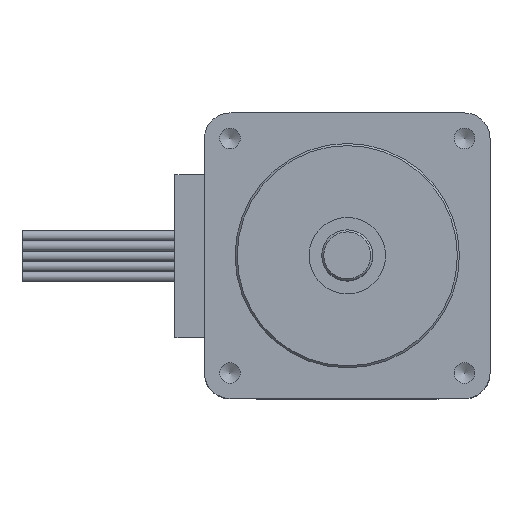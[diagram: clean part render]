
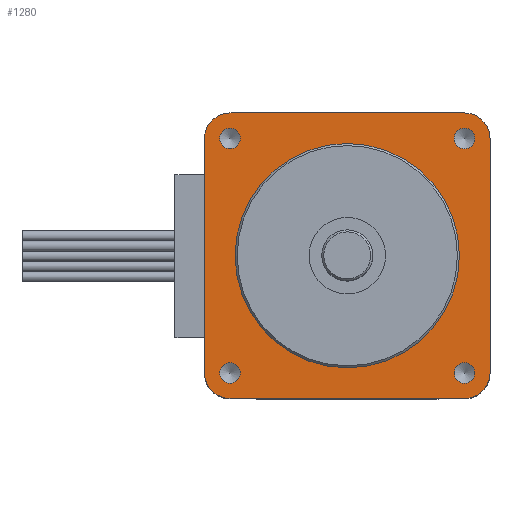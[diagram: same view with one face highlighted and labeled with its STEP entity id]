
A CAD part, top view. The second image highlights one B-rep face of the part: STEP entity #1280.
In plain terms, the highlighted planar face has unit normal (0, 0, 1).
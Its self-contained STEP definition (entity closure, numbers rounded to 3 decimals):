
#516=CARTESIAN_POINT('',(11.0,0.,7.6));
#517=VERTEX_POINT('',#516);
#518=CARTESIAN_POINT('',(0.0,0.0,7.6));
#519=DIRECTION('',(0.0,0.0,-1.0));
#520=DIRECTION('',(-1.0,0.0,0.0));
#521=AXIS2_PLACEMENT_3D('',#518,#519,#520);
#522=CIRCLE('',#521,11.0);
#523=EDGE_CURVE('',#517,#517,#522,.T.);
#726=CARTESIAN_POINT('',(-12.507,-11.5,7.6));
#727=VERTEX_POINT('',#726);
#728=CARTESIAN_POINT('',(-11.5,-11.5,7.6));
#729=DIRECTION('',(0.0,0.0,-1.0));
#730=DIRECTION('',(1.0,0.0,0.0));
#731=AXIS2_PLACEMENT_3D('',#728,#729,#730);
#732=CIRCLE('',#731,1.007);
#733=EDGE_CURVE('',#727,#727,#732,.T.);
#805=CARTESIAN_POINT('',(10.494,-11.5,7.6));
#806=VERTEX_POINT('',#805);
#807=CARTESIAN_POINT('',(11.5,-11.5,7.6));
#808=DIRECTION('',(0.0,0.0,-1.0));
#809=DIRECTION('',(1.0,0.0,0.0));
#810=AXIS2_PLACEMENT_3D('',#807,#808,#809);
#811=CIRCLE('',#810,1.007);
#812=EDGE_CURVE('',#806,#806,#811,.T.);
#884=CARTESIAN_POINT('',(-12.507,11.5,7.6));
#885=VERTEX_POINT('',#884);
#886=CARTESIAN_POINT('',(-11.5,11.5,7.6));
#887=DIRECTION('',(0.0,0.0,-1.0));
#888=DIRECTION('',(1.0,0.0,0.0));
#889=AXIS2_PLACEMENT_3D('',#886,#887,#888);
#890=CIRCLE('',#889,1.007);
#891=EDGE_CURVE('',#885,#885,#890,.T.);
#963=CARTESIAN_POINT('',(10.494,11.5,7.6));
#964=VERTEX_POINT('',#963);
#965=CARTESIAN_POINT('',(11.5,11.5,7.6));
#966=DIRECTION('',(0.0,0.0,-1.0));
#967=DIRECTION('',(1.0,0.0,0.0));
#968=AXIS2_PLACEMENT_3D('',#965,#966,#967);
#969=CIRCLE('',#968,1.007);
#970=EDGE_CURVE('',#964,#964,#969,.T.);
#983=CARTESIAN_POINT('',(-11.5,14.,7.6));
#984=VERTEX_POINT('',#983);
#985=CARTESIAN_POINT('',(11.5,14.,7.6));
#986=VERTEX_POINT('',#985);
#987=CARTESIAN_POINT('',(-11.5,14.,7.6));
#988=DIRECTION('',(1.0,0.0,0.0));
#989=VECTOR('',#988,23.);
#990=LINE('',#987,#989);
#991=EDGE_CURVE('',#984,#986,#990,.T.);
#1023=CARTESIAN_POINT('',(14.,11.5,7.6));
#1024=VERTEX_POINT('',#1023);
#1025=CARTESIAN_POINT('',(11.5,11.5,7.6));
#1026=DIRECTION('',(0.0,0.0,-1.0));
#1027=DIRECTION('',(1.0,0.0,0.0));
#1028=AXIS2_PLACEMENT_3D('',#1025,#1026,#1027);
#1029=CIRCLE('',#1028,2.5);
#1030=EDGE_CURVE('',#986,#1024,#1029,.T.);
#1056=CARTESIAN_POINT('',(14.,-11.5,7.6));
#1057=VERTEX_POINT('',#1056);
#1058=CARTESIAN_POINT('',(14.,11.5,7.6));
#1059=DIRECTION('',(0.0,-1.0,0.0));
#1060=VECTOR('',#1059,23.);
#1061=LINE('',#1058,#1060);
#1062=EDGE_CURVE('',#1024,#1057,#1061,.T.);
#1087=CARTESIAN_POINT('',(11.5,-14.,7.6));
#1088=VERTEX_POINT('',#1087);
#1089=CARTESIAN_POINT('',(11.5,-11.5,7.6));
#1090=DIRECTION('',(0.0,0.0,-1.0));
#1091=DIRECTION('',(0.0,-1.0,0.0));
#1092=AXIS2_PLACEMENT_3D('',#1089,#1090,#1091);
#1093=CIRCLE('',#1092,2.5);
#1094=EDGE_CURVE('',#1057,#1088,#1093,.T.);
#1120=CARTESIAN_POINT('',(-11.5,-14.,7.6));
#1121=VERTEX_POINT('',#1120);
#1122=CARTESIAN_POINT('',(11.5,-14.,7.6));
#1123=DIRECTION('',(-1.0,0.0,0.0));
#1124=VECTOR('',#1123,23.);
#1125=LINE('',#1122,#1124);
#1126=EDGE_CURVE('',#1088,#1121,#1125,.T.);
#1151=CARTESIAN_POINT('',(-14.0,-11.5,7.6));
#1152=VERTEX_POINT('',#1151);
#1153=CARTESIAN_POINT('',(-11.5,-11.5,7.6));
#1154=DIRECTION('',(0.0,0.0,-1.0));
#1155=DIRECTION('',(-1.0,0.0,0.0));
#1156=AXIS2_PLACEMENT_3D('',#1153,#1154,#1155);
#1157=CIRCLE('',#1156,2.5);
#1158=EDGE_CURVE('',#1121,#1152,#1157,.T.);
#1184=CARTESIAN_POINT('',(-14.,11.5,7.6));
#1185=VERTEX_POINT('',#1184);
#1186=CARTESIAN_POINT('',(-14.0,-11.5,7.6));
#1187=DIRECTION('',(0.0,1.0,0.0));
#1188=VECTOR('',#1187,23.);
#1189=LINE('',#1186,#1188);
#1190=EDGE_CURVE('',#1152,#1185,#1189,.T.);
#1215=CARTESIAN_POINT('',(-11.5,11.5,7.6));
#1216=DIRECTION('',(0.0,0.0,-1.0));
#1217=DIRECTION('',(0.0,1.0,0.0));
#1218=AXIS2_PLACEMENT_3D('',#1215,#1216,#1217);
#1219=CIRCLE('',#1218,2.5);
#1220=EDGE_CURVE('',#1185,#984,#1219,.T.);
#1250=CARTESIAN_POINT('',(0.,0.,7.6));
#1251=DIRECTION('',(0.0,0.0,1.0));
#1252=DIRECTION('',(1.0,0.0,0.0));
#1253=AXIS2_PLACEMENT_3D('',#1250,#1251,#1252);
#1254=PLANE('',#1253);
#1255=ORIENTED_EDGE('',*,*,#991,.F.);
#1256=ORIENTED_EDGE('',*,*,#1220,.F.);
#1257=ORIENTED_EDGE('',*,*,#1190,.F.);
#1258=ORIENTED_EDGE('',*,*,#1158,.F.);
#1259=ORIENTED_EDGE('',*,*,#1126,.F.);
#1260=ORIENTED_EDGE('',*,*,#1094,.F.);
#1261=ORIENTED_EDGE('',*,*,#1062,.F.);
#1262=ORIENTED_EDGE('',*,*,#1030,.F.);
#1263=EDGE_LOOP('',(#1255,#1256,#1257,#1258,#1259,#1260,#1261,#1262));
#1264=FACE_OUTER_BOUND('',#1263,.T.);
#1265=ORIENTED_EDGE('',*,*,#733,.T.);
#1266=EDGE_LOOP('',(#1265));
#1267=FACE_BOUND('',#1266,.T.);
#1268=ORIENTED_EDGE('',*,*,#812,.T.);
#1269=EDGE_LOOP('',(#1268));
#1270=FACE_BOUND('',#1269,.T.);
#1271=ORIENTED_EDGE('',*,*,#891,.T.);
#1272=EDGE_LOOP('',(#1271));
#1273=FACE_BOUND('',#1272,.T.);
#1274=ORIENTED_EDGE('',*,*,#970,.T.);
#1275=EDGE_LOOP('',(#1274));
#1276=FACE_BOUND('',#1275,.T.);
#1277=ORIENTED_EDGE('',*,*,#523,.T.);
#1278=EDGE_LOOP('',(#1277));
#1279=FACE_BOUND('',#1278,.T.);
#1280=ADVANCED_FACE('',(#1264,#1267,#1270,#1273,#1276,#1279),#1254,.T.);
